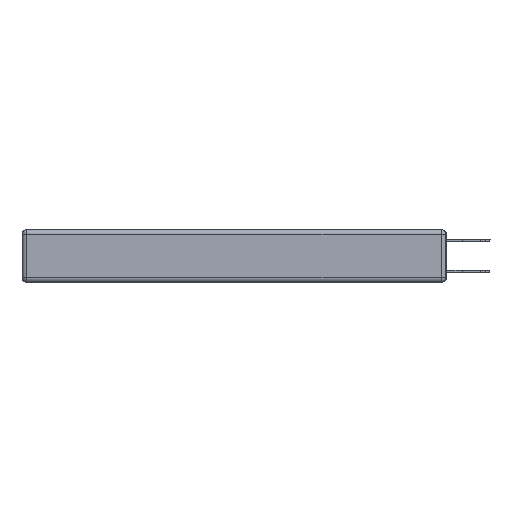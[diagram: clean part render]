
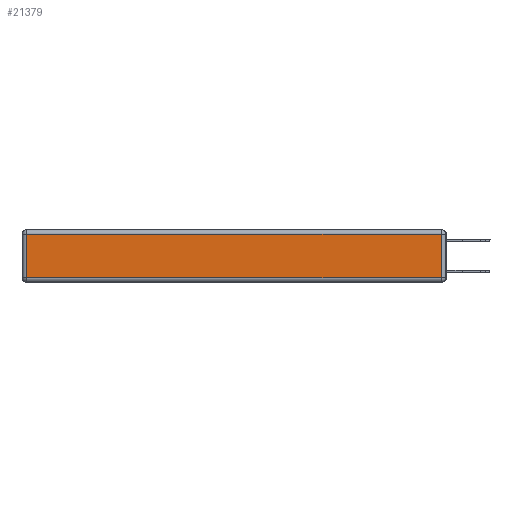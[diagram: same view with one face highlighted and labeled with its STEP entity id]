
A CAD part, left-side view. The second image highlights one B-rep face of the part: STEP entity #21379.
In plain terms, the highlighted planar face has unit normal (-1, 0, 0).
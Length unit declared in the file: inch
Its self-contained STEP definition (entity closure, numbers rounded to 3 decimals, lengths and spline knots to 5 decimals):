
#438 = ORIENTED_EDGE ( 'NONE', *, *, #5626, .T. ) ;
#3130 = DIRECTION ( 'NONE',  ( 0., -1., 0. ) ) ;
#3809 = FACE_OUTER_BOUND ( 'NONE', #4033, .T. ) ;
#4028 = CARTESIAN_POINT ( 'NONE',  ( 0., 2.75, -0.03 ) ) ;
#4033 = EDGE_LOOP ( 'NONE', ( #5601, #18866, #22191, #438 ) ) ;
#5451 = CARTESIAN_POINT ( 'NONE',  ( 0., 0., -0.313 ) ) ;
#5601 = ORIENTED_EDGE ( 'NONE', *, *, #7210, .T. ) ;
#5626 = EDGE_CURVE ( 'NONE', #5700, #27820, #23331, .T. ) ;
#5700 = VERTEX_POINT ( 'NONE', #11854 ) ;
#6487 = LINE ( 'NONE', #4028, #13723 ) ;
#7210 = EDGE_CURVE ( 'NONE', #27820, #7367, #9664, .T. ) ;
#7367 = VERTEX_POINT ( 'NONE', #23873 ) ;
#7572 = LINE ( 'NONE', #16385, #28261 ) ;
#7882 = CARTESIAN_POINT ( 'NONE',  ( 0., 0., -0.343 ) ) ;
#9454 = DIRECTION ( 'NONE',  ( 0., 0., 1. ) ) ;
#9664 = LINE ( 'NONE', #5451, #26798 ) ;
#9692 = CARTESIAN_POINT ( 'NONE',  ( 0., 2.72, -0.343 ) ) ;
#10473 = PLANE ( 'NONE',  #18172 ) ;
#11854 = CARTESIAN_POINT ( 'NONE',  ( 0., 2.72, -0.03 ) ) ;
#12262 = CARTESIAN_POINT ( 'NONE',  ( 0., 2.72, -0.313 ) ) ;
#12448 = EDGE_CURVE ( 'NONE', #7367, #17789, #7572, .T. ) ;
#12974 = CARTESIAN_POINT ( 'NONE',  ( 0., 0.03, -0.03 ) ) ;
#13723 = VECTOR ( 'NONE', #26486, 39.37008 ) ;
#15100 = VECTOR ( 'NONE', #21131, 39.37008 ) ;
#16385 = CARTESIAN_POINT ( 'NONE',  ( 0., 0.03, -0.343 ) ) ;
#17789 = VERTEX_POINT ( 'NONE', #12974 ) ;
#18172 = AXIS2_PLACEMENT_3D ( 'NONE', #7882, #21212, #25706 ) ;
#18866 = ORIENTED_EDGE ( 'NONE', *, *, #12448, .T. ) ;
#21131 = DIRECTION ( 'NONE',  ( 0., 0., -1. ) ) ;
#21212 = DIRECTION ( 'NONE',  ( -1., 0., 0. ) ) ;
#21379 = ADVANCED_FACE ( 'NONE', ( #3809 ), #10473, .T. ) ;
#22191 = ORIENTED_EDGE ( 'NONE', *, *, #26147, .T. ) ;
#23331 = LINE ( 'NONE', #9692, #15100 ) ;
#23873 = CARTESIAN_POINT ( 'NONE',  ( 0., 0.03, -0.313 ) ) ;
#25706 = DIRECTION ( 'NONE',  ( 0., 0., 1. ) ) ;
#26147 = EDGE_CURVE ( 'NONE', #17789, #5700, #6487, .T. ) ;
#26486 = DIRECTION ( 'NONE',  ( 0., 1., 0. ) ) ;
#26798 = VECTOR ( 'NONE', #3130, 39.37008 ) ;
#27820 = VERTEX_POINT ( 'NONE', #12262 ) ;
#28261 = VECTOR ( 'NONE', #9454, 39.37008 ) ;
